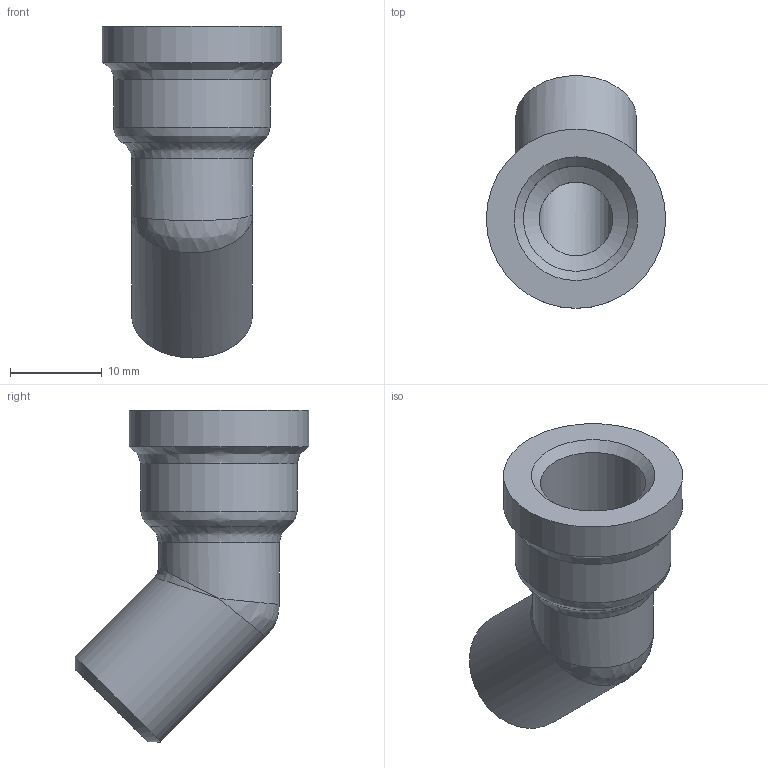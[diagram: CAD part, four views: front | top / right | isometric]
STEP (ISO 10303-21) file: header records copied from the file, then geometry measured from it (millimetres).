
FILE_DESCRIPTION((''),'2;1');
FILE_NAME('Winkelstueck G1_4 45° Messing A260011300.stp','2012-03-20T09:20:33',('002096'),(''),'Autodesk Inventor 2010','Autodesk Inventor 2010','');
FILE_SCHEMA(('AUTOMOTIVE_DESIGN { 1 0 10303 214 1 1 1 1 }'));
Length unit declared in the file: millimetre
Products named in the file (1): anwin02f
Bounding box: 19.5 x 25.36 x 36.11 mm (x, y, z)
Volume: 3893 mm3; surface area: 3119.5 mm2
Topology: 1 solids, 1 shells, 17 faces, 37 edges, 18 vertices
Faces by surface type: bspline 7, cylinder 6, cone 2, plane 2
Full cylindrical faces by diameter (mm): 8 x2, 13.157 x2, 17 x1, 19.5 x1
Entity records: 570 total; most frequent: CARTESIAN_POINT 256, DIRECTION 62, ORIENTED_EDGE 40, EDGE_LOOP 32, AXIS2_PLACEMENT_3D 31, EDGE_CURVE 20, VERTEX_POINT 18, FACE_OUTER_BOUND 17
